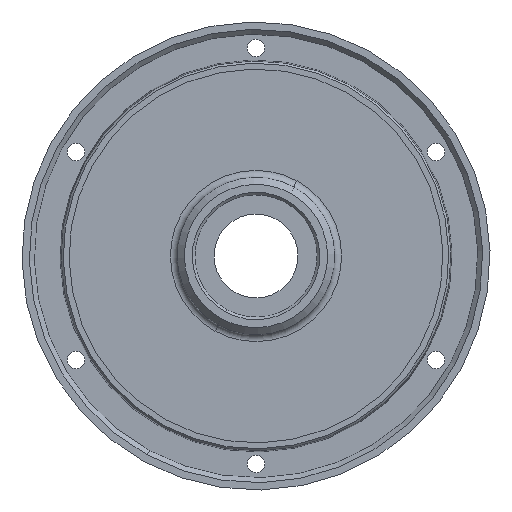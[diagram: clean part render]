
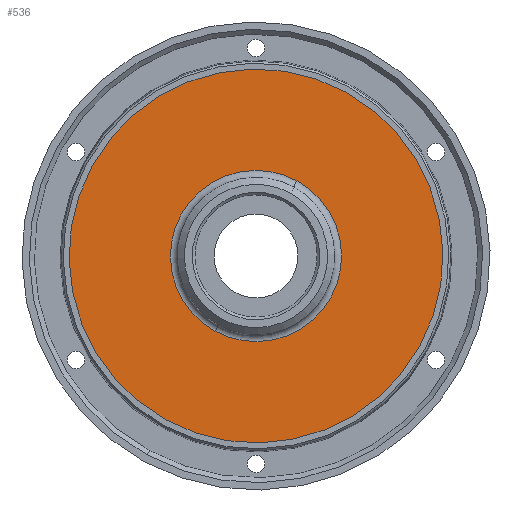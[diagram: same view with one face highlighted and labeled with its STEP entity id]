
A CAD part, front view. The second image highlights one B-rep face of the part: STEP entity #536.
In plain terms, the highlighted planar face has unit normal (0, -1, 0).
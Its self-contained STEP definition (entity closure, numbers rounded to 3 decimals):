
#475=CARTESIAN_POINT('Vertex',(25.649,0.,46.951)) ;
#478=CARTESIAN_POINT('Axis2P3D Location',(0.,0.,0.)) ;
#482=CARTESIAN_POINT('Vertex',(-25.649,0.,-46.951)) ;
#497=CARTESIAN_POINT('Axis2P3D Location',(0.,0.,0.)) ;
#509=CARTESIAN_POINT('Axis2P3D Location',(0.,0.,22.5)) ;
#518=CARTESIAN_POINT('Axis2P3D Location',(0.,0.,0.)) ;
#522=CARTESIAN_POINT('Vertex',(11.746,0.,21.501)) ;
#524=CARTESIAN_POINT('Vertex',(-11.746,0.,-21.501)) ;
#527=CARTESIAN_POINT('Axis2P3D Location',(0.,0.,0.)) ;
#479=DIRECTION('Axis2P3D Direction',(0.,1.,0.)) ;
#498=DIRECTION('Axis2P3D Direction',(0.,1.,0.)) ;
#510=DIRECTION('Axis2P3D Direction',(0.,1.,0.)) ;
#511=DIRECTION('Axis2P3D XDirection',(1.,0.,0.)) ;
#519=DIRECTION('Axis2P3D Direction',(0.,1.,0.)) ;
#528=DIRECTION('Axis2P3D Direction',(0.,1.,0.)) ;
#480=AXIS2_PLACEMENT_3D('Circle Axis2P3D',#478,#479,$) ;
#499=AXIS2_PLACEMENT_3D('Circle Axis2P3D',#497,#498,$) ;
#512=AXIS2_PLACEMENT_3D('Plane Axis2P3D',#509,#510,#511) ;
#520=AXIS2_PLACEMENT_3D('Circle Axis2P3D',#518,#519,$) ;
#529=AXIS2_PLACEMENT_3D('Circle Axis2P3D',#527,#528,$) ;
#515=ORIENTED_EDGE('',*,*,#484,.F.) ;
#516=ORIENTED_EDGE('',*,*,#501,.F.) ;
#533=ORIENTED_EDGE('',*,*,#526,.F.) ;
#534=ORIENTED_EDGE('',*,*,#531,.F.) ;
#535=FACE_BOUND('',#532,.T.) ;
#536=ADVANCED_FACE('',(#517,#535),#513,.F.) ;
#481=CIRCLE('generated circle',#480,53.5) ;
#500=CIRCLE('generated circle',#499,53.5) ;
#521=CIRCLE('generated circle',#520,24.5) ;
#530=CIRCLE('generated circle',#529,24.5) ;
#484=EDGE_CURVE('',#476,#483,#481,.T.) ;
#501=EDGE_CURVE('',#483,#476,#500,.T.) ;
#526=EDGE_CURVE('',#523,#525,#521,.F.) ;
#531=EDGE_CURVE('',#525,#523,#530,.F.) ;
#514=EDGE_LOOP('',(#515,#516)) ;
#532=EDGE_LOOP('',(#533,#534)) ;
#517=FACE_OUTER_BOUND('',#514,.T.) ;
#513=PLANE('Plane',#512) ;
#476=VERTEX_POINT('',#475) ;
#483=VERTEX_POINT('',#482) ;
#523=VERTEX_POINT('',#522) ;
#525=VERTEX_POINT('',#524) ;
